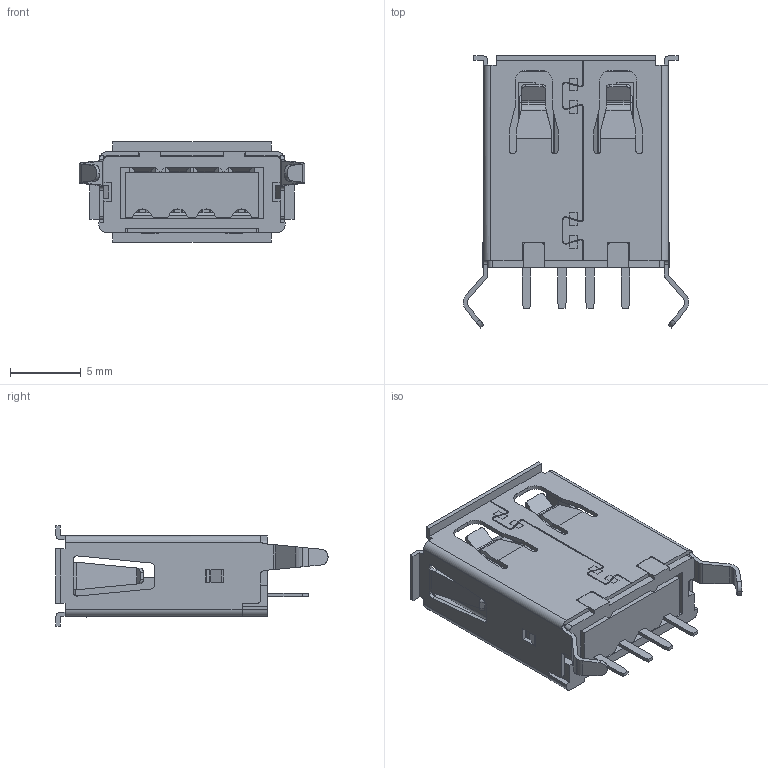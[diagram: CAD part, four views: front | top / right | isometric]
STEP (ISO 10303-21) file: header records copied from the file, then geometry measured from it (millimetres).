
FILE_DESCRIPTION(('CATIA V5 STEP Exchange','CAx-IF Rec.Pracs.--- Model Styling and Organization---1.4--- 2014-01-23'),'2;1');
FILE_NAME ('277245-2_0_2563730000_2563730000.stp','2018-12-18T12:34:07+00:00',('none'),('Weidmueller'),'CATIA Version 5-6 Release 2016 SP3 HF44','CATIA V5 STEP AP214','none');
FILE_SCHEMA(('AUTOMOTIVE_DESIGN { 1 0 10303 214 1 1 1 1 }'));
Length unit declared in the file: millimetre
Products named in the file (1): 2563730000
Bounding box: 16 x 19.3 x 7.12 mm (x, y, z)
Volume: 620.4 mm3; surface area: 2264.2 mm2
Topology: 7 solids, 7 shells, 822 faces, 2392 edges, 1574 vertices
Faces by surface type: plane 618, cylinder 204
Entity records: 28198 total; most frequent: CARTESIAN_POINT 6898, ORIENTED_EDGE 4784, DIRECTION 3805, EDGE_CURVE 2392, VECTOR 1948, LINE 1948, VERTEX_POINT 1574, AXIS2_PLACEMENT_3D 1036
